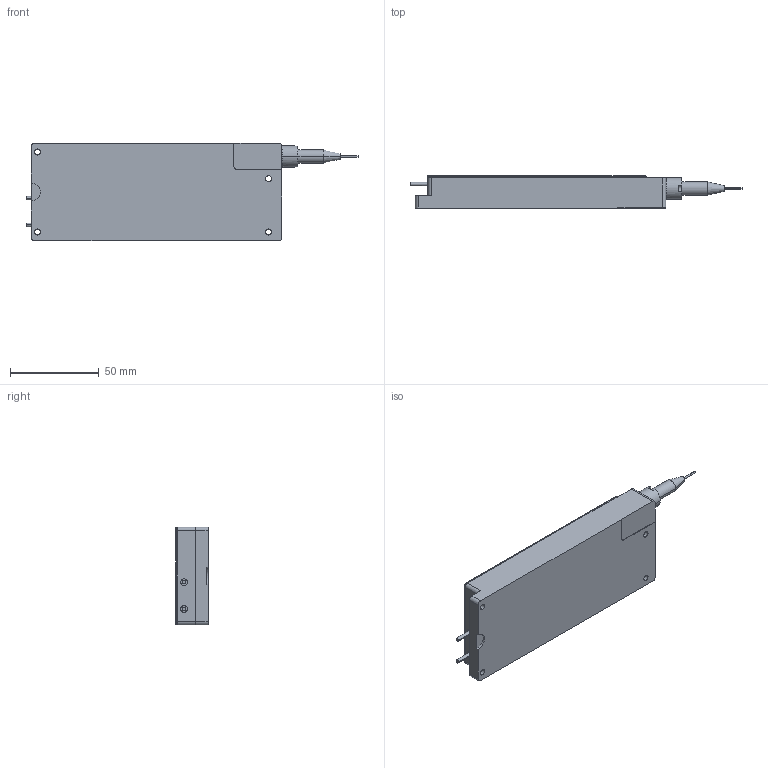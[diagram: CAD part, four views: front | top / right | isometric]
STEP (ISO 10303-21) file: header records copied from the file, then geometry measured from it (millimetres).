
FILE_DESCRIPTION (( 'STEP AP203' ), '1' );
FILE_NAME ('A0+.STEP', '2020-11-10T10:11:44', ( 'Jim' ), ( '' ), 'SwSTEP 2.0', 'SolidWorks 2016', '' );
FILE_SCHEMA (( 'CONFIG_CONTROL_DESIGN' ));
Length unit declared in the file: millimetre
Products named in the file (9): A0+ｹﾜｸﾇ; A0+ｷ篩ﾚｱﾟ; 帣釱-20200416; A0+ｵ郛ｫﾒｽﾅ_ｱ篆ﾅｳ､3.0｡ﾁ14; 郪璃帣杶1.0; A0+ｾｵﾖｾｵﾖ3.8｡ﾁf2.0｡ﾁ1.8; A0+ｹﾜｿﾇ; A0+; fiber01
Assembly tree (10 placements, depth 2):
  A0+
    A0+ｹﾜｿﾇ
    A0+ｷ篩ﾚｱﾟ
    A0+ｾｵﾖｾｵﾖ3.8｡ﾁf2.0｡ﾁ1.8  x2
    A0+ｵ郛ｫﾒｽﾅ_ｱ篆ﾅｳ､3.0｡ﾁ14  x2
    A0+ｹﾜｸﾇ
    帣釱-20200416
    郪璃帣杶1.0
    fiber01
Bounding box: 186.8 x 18.12 x 55 mm (x, y, z)
Volume: 31454.3 mm3; surface area: 45536.5 mm2
Topology: 10 solids, 10 shells, 183 faces, 465 edges, 300 vertices
Faces by surface type: cylinder 85, plane 74, cone 16, bspline 8
Entity records: 6306 total; most frequent: CARTESIAN_POINT 1135, DIRECTION 921, ORIENTED_EDGE 834, EDGE_CURVE 417, AXIS2_PLACEMENT_3D 348, VERTEX_POINT 274, LINE 225, VECTOR 225
